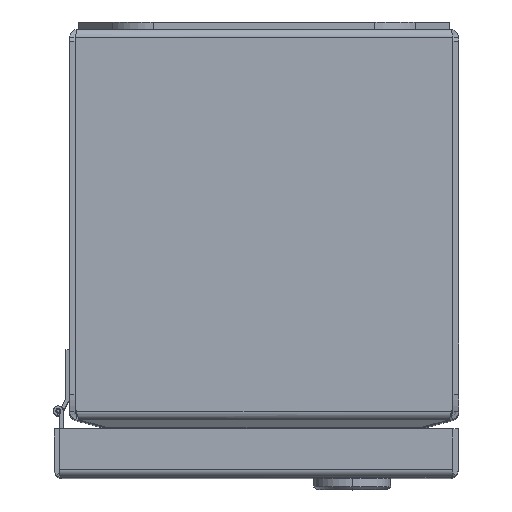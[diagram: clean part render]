
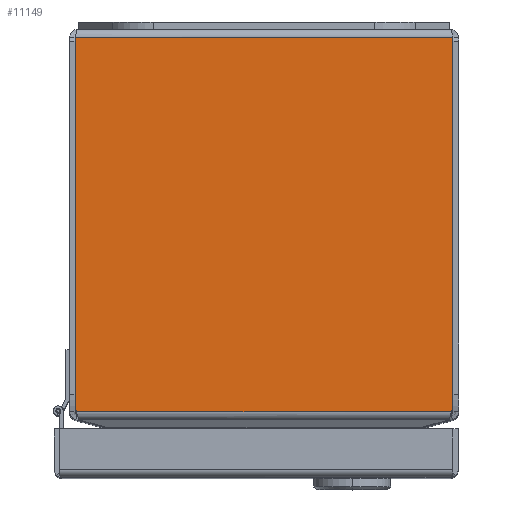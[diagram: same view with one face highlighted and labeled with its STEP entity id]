
A CAD part, top view. The second image highlights one B-rep face of the part: STEP entity #11149.
In plain terms, the highlighted planar face has unit normal (0, 0, 1).
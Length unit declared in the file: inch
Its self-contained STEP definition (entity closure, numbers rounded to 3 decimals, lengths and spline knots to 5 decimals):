
#84 = CARTESIAN_POINT ( 'NONE',  ( 13.527, 0., 3. ) ) ;
#843 = ORIENTED_EDGE ( 'NONE', *, *, #6718, .F. ) ;
#1073 = ORIENTED_EDGE ( 'NONE', *, *, #14785, .F. ) ;
#1655 = LINE ( 'NONE', #19343, #18162 ) ;
#1731 = PLANE ( 'NONE',  #5554 ) ;
#3367 = EDGE_LOOP ( 'NONE', ( #1073, #13942, #843, #8442, #12299, #13199 ) ) ;
#3604 = CARTESIAN_POINT ( 'NONE',  ( 1.94289, -3.83953, 3. ) ) ;
#3643 = DIRECTION ( 'NONE',  ( 0., -1., 0. ) ) ;
#3759 = VECTOR ( 'NONE', #3643, 39.37008 ) ;
#4468 = DIRECTION ( 'NONE',  ( 0., 0., -1. ) ) ;
#4643 = LINE ( 'NONE', #9646, #12320 ) ;
#4678 = CARTESIAN_POINT ( 'NONE',  ( -1.66189, -3.83953, 3. ) ) ;
#4839 = EDGE_CURVE ( 'NONE', #19013, #14889, #4643, .T. ) ;
#5554 = AXIS2_PLACEMENT_3D ( 'NONE', #84, #20572, #19113 ) ;
#5641 = LINE ( 'NONE', #16681, #17442 ) ;
#5714 = CARTESIAN_POINT ( 'NONE',  ( -1.92653, -3.93401, 3. ) ) ;
#5747 = DIRECTION ( 'NONE',  ( 1., 0., 0. ) ) ;
#5811 = EDGE_CURVE ( 'NONE', #7833, #13519, #17492, .T. ) ;
#6214 = FACE_OUTER_BOUND ( 'NONE', #3367, .T. ) ;
#6718 = EDGE_CURVE ( 'NONE', #14889, #7833, #5641, .T. ) ;
#7833 = VERTEX_POINT ( 'NONE', #19697 ) ;
#8442 = ORIENTED_EDGE ( 'NONE', *, *, #4839, .F. ) ;
#9284 = EDGE_CURVE ( 'NONE', #17501, #19013, #12306, .T. ) ;
#9578 = CARTESIAN_POINT ( 'NONE',  ( 1.66189, -3.83953, 3. ) ) ;
#9646 = CARTESIAN_POINT ( 'NONE',  ( -1.94289, 0., 3. ) ) ;
#10902 = EDGE_CURVE ( 'NONE', #18624, #17501, #1655, .T. ) ;
#11149 = ADVANCED_FACE ( 'NONE', ( #6214 ), #1731, .F. ) ;
#11344 = DIRECTION ( 'NONE',  ( -1., 0., 0. ) ) ;
#12052 = CARTESIAN_POINT ( 'NONE',  ( -1.94289, -3.83953, 3. ) ) ;
#12299 = ORIENTED_EDGE ( 'NONE', *, *, #9284, .F. ) ;
#12306 = CIRCLE ( 'NONE', #18254, 0.281 ) ;
#12320 = VECTOR ( 'NONE', #17543, 39.37008 ) ;
#13199 = ORIENTED_EDGE ( 'NONE', *, *, #10902, .F. ) ;
#13519 = VERTEX_POINT ( 'NONE', #3604 ) ;
#13919 = CIRCLE ( 'NONE', #16880, 0.281 ) ;
#13942 = ORIENTED_EDGE ( 'NONE', *, *, #5811, .F. ) ;
#14785 = EDGE_CURVE ( 'NONE', #13519, #18624, #13919, .T. ) ;
#14889 = VERTEX_POINT ( 'NONE', #19763 ) ;
#15502 = CARTESIAN_POINT ( 'NONE',  ( 1.92653, -3.93401, 3. ) ) ;
#15930 = DIRECTION ( 'NONE',  ( 0., 0., -1. ) ) ;
#15940 = CARTESIAN_POINT ( 'NONE',  ( 1.94289, 0., 3. ) ) ;
#16681 = CARTESIAN_POINT ( 'NONE',  ( -1.914, -0.086, 3. ) ) ;
#16880 = AXIS2_PLACEMENT_3D ( 'NONE', #9578, #15930, #17589 ) ;
#17173 = DIRECTION ( 'NONE',  ( -1., 0., 0. ) ) ;
#17442 = VECTOR ( 'NONE', #5747, 39.37008 ) ;
#17492 = LINE ( 'NONE', #15940, #3759 ) ;
#17501 = VERTEX_POINT ( 'NONE', #5714 ) ;
#17543 = DIRECTION ( 'NONE',  ( 0., 1., 0. ) ) ;
#17589 = DIRECTION ( 'NONE',  ( 0., 1., 0. ) ) ;
#18162 = VECTOR ( 'NONE', #11344, 39.37008 ) ;
#18254 = AXIS2_PLACEMENT_3D ( 'NONE', #4678, #4468, #17173 ) ;
#18624 = VERTEX_POINT ( 'NONE', #15502 ) ;
#19013 = VERTEX_POINT ( 'NONE', #12052 ) ;
#19113 = DIRECTION ( 'NONE',  ( -1., 0., 0. ) ) ;
#19343 = CARTESIAN_POINT ( 'NONE',  ( 13.527, -3.93401, 3. ) ) ;
#19697 = CARTESIAN_POINT ( 'NONE',  ( 1.94289, -0.086, 3. ) ) ;
#19763 = CARTESIAN_POINT ( 'NONE',  ( -1.94289, -0.086, 3. ) ) ;
#20572 = DIRECTION ( 'NONE',  ( 0., 0., -1. ) ) ;
